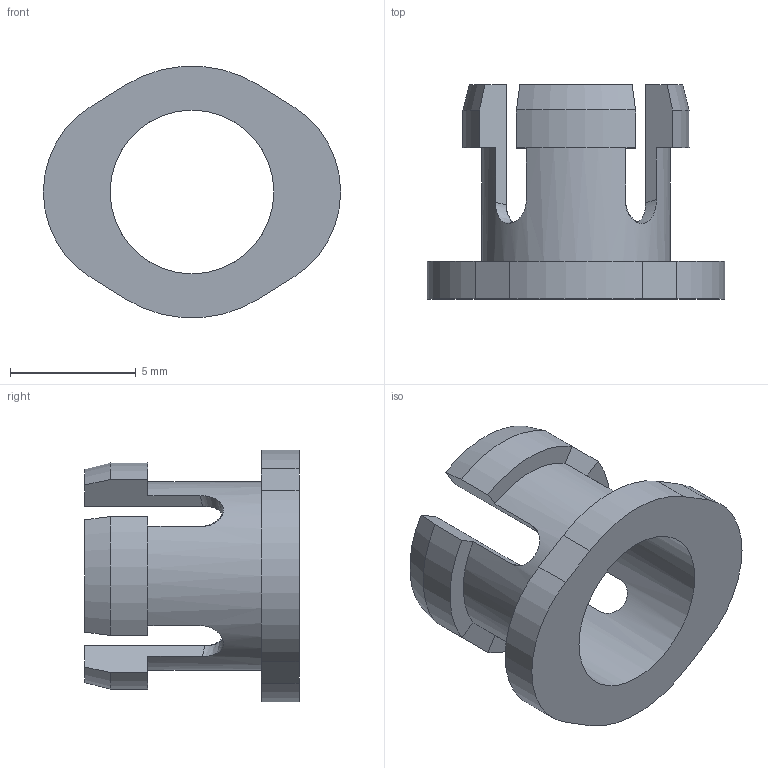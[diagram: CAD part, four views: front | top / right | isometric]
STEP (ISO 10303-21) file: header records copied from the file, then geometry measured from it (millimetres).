
FILE_DESCRIPTION (( 'STEP AP214' ), '1' );
FILE_NAME ('1069-Z1P-A.STEP', '2013-05-15T14:43:56', ( '3DAssist' ), ( '' ), 'SwSTEP 2.0', 'SolidWorks 2013', '' );
FILE_SCHEMA (( 'AUTOMOTIVE_DESIGN' ));
Length unit declared in the file: millimetre
Products named in the file (1): 1069-Z1P-A
Bounding box: 11.8 x 8.5 x 9.97 mm (x, y, z)
Volume: 175.7 mm3; surface area: 497.9 mm2
Topology: 1 solids, 1 shells, 40 faces, 114 edges, 76 vertices
Faces by surface type: plane 22, cylinder 10, bspline 4, cone 4
Full cylindrical faces by diameter (mm): 6.5 x1, 7.5 x1
Entity records: 2050 total; most frequent: CARTESIAN_POINT 1005, ORIENTED_EDGE 220, DIRECTION 198, EDGE_CURVE 110, VERTEX_POINT 74, AXIS2_PLACEMENT_3D 67, VECTOR 64, LINE 64
